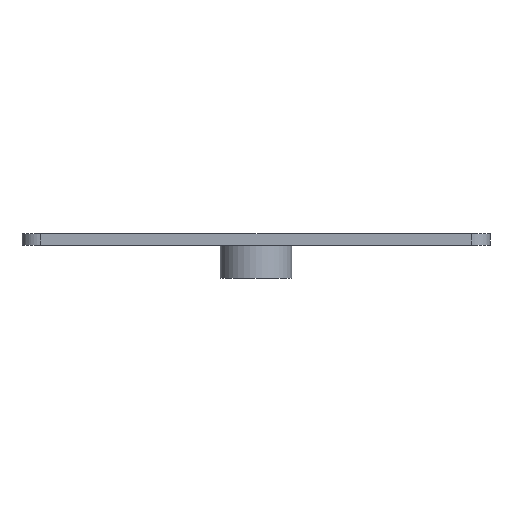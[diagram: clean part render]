
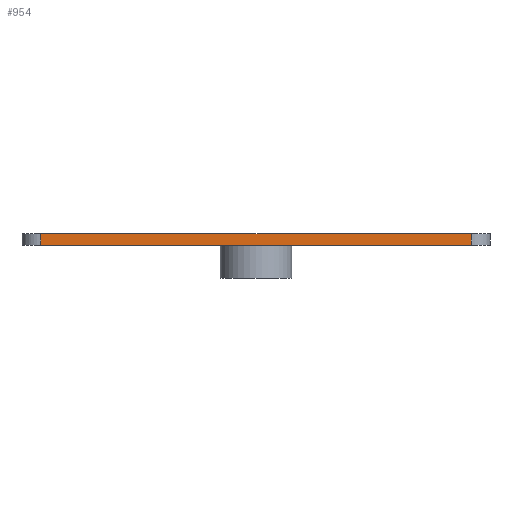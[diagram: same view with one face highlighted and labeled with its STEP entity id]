
A CAD part, front view. The second image highlights one B-rep face of the part: STEP entity #954.
In plain terms, the highlighted planar face has unit normal (0, -1, 0).
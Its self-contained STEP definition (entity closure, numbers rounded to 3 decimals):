
#73 = PLANE('',#74);
#74 = AXIS2_PLACEMENT_3D('',#75,#76,#77);
#75 = CARTESIAN_POINT('',(-29.21,38.1,1.575));
#76 = DIRECTION('',(0.,0.,-1.));
#77 = DIRECTION('',(-1.,0.,0.));
#132 = PLANE('',#133);
#133 = AXIS2_PLACEMENT_3D('',#134,#135,#136);
#134 = CARTESIAN_POINT('',(-29.21,38.1,0.));
#135 = DIRECTION('',(0.,0.,-1.));
#136 = DIRECTION('',(-1.,0.,0.));
#267 = CYLINDRICAL_SURFACE('',#268,2.54);
#268 = AXIS2_PLACEMENT_3D('',#269,#270,#271);
#269 = CARTESIAN_POINT('',(-29.21,-35.56,0.));
#270 = DIRECTION('',(0.,0.,-1.));
#271 = DIRECTION('',(1.,0.,0.));
#362 = VERTEX_POINT('',#363);
#363 = CARTESIAN_POINT('',(29.21,-38.1,0.));
#382 = CYLINDRICAL_SURFACE('',#383,2.54);
#383 = AXIS2_PLACEMENT_3D('',#384,#385,#386);
#384 = CARTESIAN_POINT('',(29.21,-35.56,0.));
#385 = DIRECTION('',(0.,0.,-1.));
#386 = DIRECTION('',(1.,0.,0.));
#394 = EDGE_CURVE('',#395,#362,#397,.T.);
#395 = VERTEX_POINT('',#396);
#396 = CARTESIAN_POINT('',(-29.21,-38.1,0.));
#397 = SURFACE_CURVE('',#398,(#402,#409),.PCURVE_S1.);
#398 = LINE('',#399,#400);
#399 = CARTESIAN_POINT('',(-29.21,-38.1,0.));
#400 = VECTOR('',#401,1.);
#401 = DIRECTION('',(1.,0.,0.));
#402 = PCURVE('',#132,#403);
#403 = DEFINITIONAL_REPRESENTATION('',(#404),#408);
#404 = LINE('',#405,#406);
#405 = CARTESIAN_POINT('',(0.,-76.2));
#406 = VECTOR('',#407,1.);
#407 = DIRECTION('',(-1.,0.));
#408 = ( GEOMETRIC_REPRESENTATION_CONTEXT(2) 
PARAMETRIC_REPRESENTATION_CONTEXT() REPRESENTATION_CONTEXT('2D SPACE',''
  ) );
#409 = PCURVE('',#410,#415);
#410 = PLANE('',#411);
#411 = AXIS2_PLACEMENT_3D('',#412,#413,#414);
#412 = CARTESIAN_POINT('',(-29.21,-38.1,0.));
#413 = DIRECTION('',(0.,1.,0.));
#414 = DIRECTION('',(1.,0.,0.));
#415 = DEFINITIONAL_REPRESENTATION('',(#416),#420);
#416 = LINE('',#417,#418);
#417 = CARTESIAN_POINT('',(0.,0.));
#418 = VECTOR('',#419,1.);
#419 = DIRECTION('',(1.,0.));
#420 = ( GEOMETRIC_REPRESENTATION_CONTEXT(2) 
PARAMETRIC_REPRESENTATION_CONTEXT() REPRESENTATION_CONTEXT('2D SPACE',''
  ) );
#677 = VERTEX_POINT('',#678);
#678 = CARTESIAN_POINT('',(29.21,-38.1,1.575));
#704 = EDGE_CURVE('',#705,#677,#707,.T.);
#705 = VERTEX_POINT('',#706);
#706 = CARTESIAN_POINT('',(-29.21,-38.1,1.575));
#707 = SURFACE_CURVE('',#708,(#712,#719),.PCURVE_S1.);
#708 = LINE('',#709,#710);
#709 = CARTESIAN_POINT('',(-29.21,-38.1,1.575));
#710 = VECTOR('',#711,1.);
#711 = DIRECTION('',(1.,0.,0.));
#712 = PCURVE('',#73,#713);
#713 = DEFINITIONAL_REPRESENTATION('',(#714),#718);
#714 = LINE('',#715,#716);
#715 = CARTESIAN_POINT('',(0.,-76.2));
#716 = VECTOR('',#717,1.);
#717 = DIRECTION('',(-1.,0.));
#718 = ( GEOMETRIC_REPRESENTATION_CONTEXT(2) 
PARAMETRIC_REPRESENTATION_CONTEXT() REPRESENTATION_CONTEXT('2D SPACE',''
  ) );
#719 = PCURVE('',#410,#720);
#720 = DEFINITIONAL_REPRESENTATION('',(#721),#725);
#721 = LINE('',#722,#723);
#722 = CARTESIAN_POINT('',(0.,-1.575));
#723 = VECTOR('',#724,1.);
#724 = DIRECTION('',(1.,0.));
#725 = ( GEOMETRIC_REPRESENTATION_CONTEXT(2) 
PARAMETRIC_REPRESENTATION_CONTEXT() REPRESENTATION_CONTEXT('2D SPACE',''
  ) );
#906 = EDGE_CURVE('',#395,#705,#907,.T.);
#907 = SURFACE_CURVE('',#908,(#912,#919),.PCURVE_S1.);
#908 = LINE('',#909,#910);
#909 = CARTESIAN_POINT('',(-29.21,-38.1,0.));
#910 = VECTOR('',#911,1.);
#911 = DIRECTION('',(0.,0.,1.));
#912 = PCURVE('',#267,#913);
#913 = DEFINITIONAL_REPRESENTATION('',(#914),#918);
#914 = LINE('',#915,#916);
#915 = CARTESIAN_POINT('',(-4.712,0.));
#916 = VECTOR('',#917,1.);
#917 = DIRECTION('',(0.,-1.));
#918 = ( GEOMETRIC_REPRESENTATION_CONTEXT(2) 
PARAMETRIC_REPRESENTATION_CONTEXT() REPRESENTATION_CONTEXT('2D SPACE',''
  ) );
#919 = PCURVE('',#410,#920);
#920 = DEFINITIONAL_REPRESENTATION('',(#921),#925);
#921 = LINE('',#922,#923);
#922 = CARTESIAN_POINT('',(0.,0.));
#923 = VECTOR('',#924,1.);
#924 = DIRECTION('',(0.,-1.));
#925 = ( GEOMETRIC_REPRESENTATION_CONTEXT(2) 
PARAMETRIC_REPRESENTATION_CONTEXT() REPRESENTATION_CONTEXT('2D SPACE',''
  ) );
#954 = ADVANCED_FACE('',(#955),#410,.F.);
#955 = FACE_BOUND('',#956,.F.);
#956 = EDGE_LOOP('',(#957,#958,#959,#980));
#957 = ORIENTED_EDGE('',*,*,#906,.T.);
#958 = ORIENTED_EDGE('',*,*,#704,.T.);
#959 = ORIENTED_EDGE('',*,*,#960,.F.);
#960 = EDGE_CURVE('',#362,#677,#961,.T.);
#961 = SURFACE_CURVE('',#962,(#966,#973),.PCURVE_S1.);
#962 = LINE('',#963,#964);
#963 = CARTESIAN_POINT('',(29.21,-38.1,0.));
#964 = VECTOR('',#965,1.);
#965 = DIRECTION('',(0.,0.,1.));
#966 = PCURVE('',#410,#967);
#967 = DEFINITIONAL_REPRESENTATION('',(#968),#972);
#968 = LINE('',#969,#970);
#969 = CARTESIAN_POINT('',(58.42,0.));
#970 = VECTOR('',#971,1.);
#971 = DIRECTION('',(0.,-1.));
#972 = ( GEOMETRIC_REPRESENTATION_CONTEXT(2) 
PARAMETRIC_REPRESENTATION_CONTEXT() REPRESENTATION_CONTEXT('2D SPACE',''
  ) );
#973 = PCURVE('',#382,#974);
#974 = DEFINITIONAL_REPRESENTATION('',(#975),#979);
#975 = LINE('',#976,#977);
#976 = CARTESIAN_POINT('',(-4.712,0.));
#977 = VECTOR('',#978,1.);
#978 = DIRECTION('',(0.,-1.));
#979 = ( GEOMETRIC_REPRESENTATION_CONTEXT(2) 
PARAMETRIC_REPRESENTATION_CONTEXT() REPRESENTATION_CONTEXT('2D SPACE',''
  ) );
#980 = ORIENTED_EDGE('',*,*,#394,.F.);
